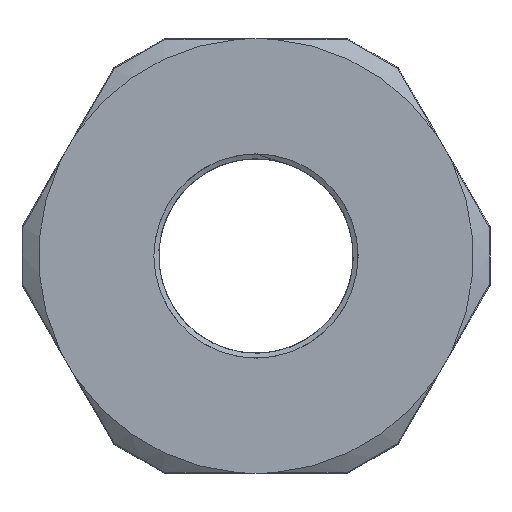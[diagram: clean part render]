
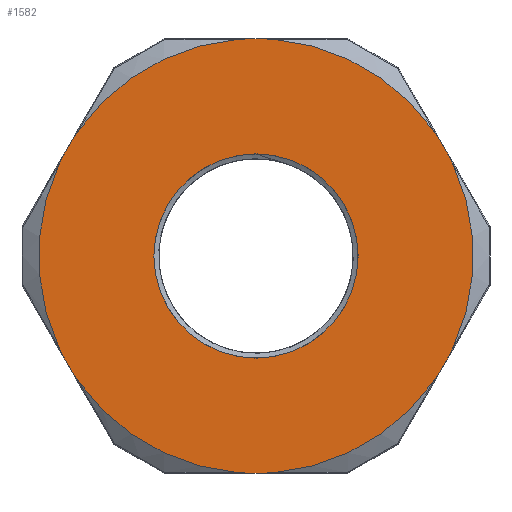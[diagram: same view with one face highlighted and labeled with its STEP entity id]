
A CAD part, left-side view. The second image highlights one B-rep face of the part: STEP entity #1582.
In plain terms, the highlighted planar face has unit normal (-1, 0, 0).
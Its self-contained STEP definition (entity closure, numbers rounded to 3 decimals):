
#20=FACE_BOUND('',#436,.T.);
#43=PLANE('',#1763);
#325=FACE_OUTER_BOUND('',#435,.T.);
#435=EDGE_LOOP('',(#1390,#1391,#1392,#1393,#1394,#1395,#1396,#1397,#1398,
#1399,#1400,#1401,#1402,#1403,#1404,#1405,#1406,#1407));
#436=EDGE_LOOP('',(#1408));
#511=CIRCLE('',#1644,34.);
#513=CIRCLE('',#1646,34.);
#519=CIRCLE('',#1660,34.);
#521=CIRCLE('',#1662,34.);
#523=CIRCLE('',#1664,34.);
#525=CIRCLE('',#1666,34.);
#531=CIRCLE('',#1680,34.);
#533=CIRCLE('',#1682,34.);
#535=CIRCLE('',#1684,34.);
#537=CIRCLE('',#1686,34.);
#539=CIRCLE('',#1688,34.);
#541=CIRCLE('',#1690,34.);
#543=CIRCLE('',#1694,34.);
#545=CIRCLE('',#1700,34.);
#548=CIRCLE('',#1708,34.);
#567=CIRCLE('',#1752,15.976);
#569=CIRCLE('',#1758,34.);
#570=CIRCLE('',#1760,34.);
#571=CIRCLE('',#1762,34.);
#614=VERTEX_POINT('',#2527);
#616=VERTEX_POINT('',#2562);
#618=VERTEX_POINT('',#2615);
#619=VERTEX_POINT('',#2645);
#630=VERTEX_POINT('',#2755);
#632=VERTEX_POINT('',#2790);
#634=VERTEX_POINT('',#2843);
#635=VERTEX_POINT('',#2896);
#638=VERTEX_POINT('',#2983);
#639=VERTEX_POINT('',#3013);
#650=VERTEX_POINT('',#3123);
#652=VERTEX_POINT('',#3158);
#654=VERTEX_POINT('',#3211);
#655=VERTEX_POINT('',#3264);
#658=VERTEX_POINT('',#3351);
#659=VERTEX_POINT('',#3381);
#660=VERTEX_POINT('',#3405);
#663=VERTEX_POINT('',#3492);
#713=VERTEX_POINT('',#6821);
#767=EDGE_CURVE('',#614,#616,#511,.T.);
#775=EDGE_CURVE('',#619,#618,#513,.T.);
#791=EDGE_CURVE('',#630,#632,#519,.T.);
#799=EDGE_CURVE('',#616,#634,#521,.T.);
#803=EDGE_CURVE('',#635,#619,#523,.T.);
#811=EDGE_CURVE('',#639,#638,#525,.T.);
#827=EDGE_CURVE('',#650,#652,#531,.T.);
#835=EDGE_CURVE('',#632,#654,#533,.T.);
#839=EDGE_CURVE('',#655,#639,#535,.T.);
#847=EDGE_CURVE('',#659,#658,#537,.T.);
#851=EDGE_CURVE('',#660,#659,#539,.T.);
#859=EDGE_CURVE('',#652,#663,#541,.T.);
#863=EDGE_CURVE('',#618,#614,#543,.T.);
#870=EDGE_CURVE('',#638,#635,#545,.T.);
#879=EDGE_CURVE('',#658,#655,#548,.T.);
#945=EDGE_CURVE('',#713,#713,#567,.T.);
#947=EDGE_CURVE('',#654,#650,#569,.T.);
#948=EDGE_CURVE('',#634,#630,#570,.T.);
#949=EDGE_CURVE('',#663,#660,#571,.T.);
#1390=ORIENTED_EDGE('',*,*,#811,.F.);
#1391=ORIENTED_EDGE('',*,*,#839,.F.);
#1392=ORIENTED_EDGE('',*,*,#879,.F.);
#1393=ORIENTED_EDGE('',*,*,#847,.F.);
#1394=ORIENTED_EDGE('',*,*,#851,.F.);
#1395=ORIENTED_EDGE('',*,*,#949,.F.);
#1396=ORIENTED_EDGE('',*,*,#859,.F.);
#1397=ORIENTED_EDGE('',*,*,#827,.F.);
#1398=ORIENTED_EDGE('',*,*,#947,.F.);
#1399=ORIENTED_EDGE('',*,*,#835,.F.);
#1400=ORIENTED_EDGE('',*,*,#791,.F.);
#1401=ORIENTED_EDGE('',*,*,#948,.F.);
#1402=ORIENTED_EDGE('',*,*,#799,.F.);
#1403=ORIENTED_EDGE('',*,*,#767,.F.);
#1404=ORIENTED_EDGE('',*,*,#863,.F.);
#1405=ORIENTED_EDGE('',*,*,#775,.F.);
#1406=ORIENTED_EDGE('',*,*,#803,.F.);
#1407=ORIENTED_EDGE('',*,*,#870,.F.);
#1408=ORIENTED_EDGE('',*,*,#945,.T.);
#1582=ADVANCED_FACE('',(#325,#20),#43,.T.);
#1644=AXIS2_PLACEMENT_3D('',#2563,#1870,#1871);
#1646=AXIS2_PLACEMENT_3D('',#2652,#1874,#1875);
#1660=AXIS2_PLACEMENT_3D('',#2791,#1902,#1903);
#1662=AXIS2_PLACEMENT_3D('',#2879,#1906,#1907);
#1664=AXIS2_PLACEMENT_3D('',#2931,#1910,#1911);
#1666=AXIS2_PLACEMENT_3D('',#3020,#1914,#1915);
#1680=AXIS2_PLACEMENT_3D('',#3159,#1942,#1943);
#1682=AXIS2_PLACEMENT_3D('',#3247,#1946,#1947);
#1684=AXIS2_PLACEMENT_3D('',#3299,#1950,#1951);
#1686=AXIS2_PLACEMENT_3D('',#3388,#1954,#1955);
#1688=AXIS2_PLACEMENT_3D('',#3440,#1958,#1959);
#1690=AXIS2_PLACEMENT_3D('',#3528,#1962,#1963);
#1694=AXIS2_PLACEMENT_3D('',#3536,#1972,#1973);
#1700=AXIS2_PLACEMENT_3D('',#3550,#1989,#1990);
#1708=AXIS2_PLACEMENT_3D('',#3568,#2011,#2012);
#1752=AXIS2_PLACEMENT_3D('',#6822,#2130,#2131);
#1758=AXIS2_PLACEMENT_3D('',#6828,#2142,#2143);
#1760=AXIS2_PLACEMENT_3D('',#6830,#2146,#2147);
#1762=AXIS2_PLACEMENT_3D('',#6832,#2150,#2151);
#1763=AXIS2_PLACEMENT_3D('',#6833,#2152,#2153);
#1870=DIRECTION('center_axis',(1.,0.,0.));
#1871=DIRECTION('ref_axis',(0.,-1.,0.));
#1874=DIRECTION('center_axis',(1.,0.,0.));
#1875=DIRECTION('ref_axis',(0.,-1.,0.));
#1902=DIRECTION('center_axis',(1.,0.,0.));
#1903=DIRECTION('ref_axis',(0.,-1.,0.));
#1906=DIRECTION('center_axis',(1.,0.,0.));
#1907=DIRECTION('ref_axis',(0.,-1.,0.));
#1910=DIRECTION('center_axis',(1.,0.,0.));
#1911=DIRECTION('ref_axis',(0.,-1.,0.));
#1914=DIRECTION('center_axis',(1.,0.,0.));
#1915=DIRECTION('ref_axis',(0.,-1.,0.));
#1942=DIRECTION('center_axis',(1.,0.,0.));
#1943=DIRECTION('ref_axis',(0.,-1.,0.));
#1946=DIRECTION('center_axis',(1.,0.,0.));
#1947=DIRECTION('ref_axis',(0.,-1.,0.));
#1950=DIRECTION('center_axis',(1.,0.,0.));
#1951=DIRECTION('ref_axis',(0.,-1.,0.));
#1954=DIRECTION('center_axis',(1.,0.,0.));
#1955=DIRECTION('ref_axis',(0.,-1.,0.));
#1958=DIRECTION('center_axis',(1.,0.,0.));
#1959=DIRECTION('ref_axis',(0.,-1.,0.));
#1962=DIRECTION('center_axis',(1.,0.,0.));
#1963=DIRECTION('ref_axis',(0.,-1.,0.));
#1972=DIRECTION('center_axis',(1.,0.,0.));
#1973=DIRECTION('ref_axis',(0.,-1.,0.));
#1989=DIRECTION('center_axis',(1.,0.,0.));
#1990=DIRECTION('ref_axis',(0.,-1.,0.));
#2011=DIRECTION('center_axis',(1.,0.,0.));
#2012=DIRECTION('ref_axis',(0.,-1.,0.));
#2130=DIRECTION('center_axis',(1.,0.,0.));
#2131=DIRECTION('ref_axis',(0.,0.,-1.));
#2142=DIRECTION('center_axis',(1.,0.,0.));
#2143=DIRECTION('ref_axis',(0.,-1.,0.));
#2146=DIRECTION('center_axis',(1.,0.,0.));
#2147=DIRECTION('ref_axis',(0.,-1.,0.));
#2150=DIRECTION('center_axis',(1.,0.,0.));
#2151=DIRECTION('ref_axis',(0.,-1.,0.));
#2152=DIRECTION('center_axis',(-1.,0.,0.));
#2153=DIRECTION('ref_axis',(0.,0.,1.));
#2527=CARTESIAN_POINT('',(-18.,2.974,33.87));
#2562=CARTESIAN_POINT('',(-18.,0.,34.));
#2563=CARTESIAN_POINT('Origin',(-18.,0.,0.));
#2615=CARTESIAN_POINT('',(-18.,27.845,19.511));
#2645=CARTESIAN_POINT('',(-18.,29.445,17.));
#2652=CARTESIAN_POINT('Origin',(-18.,0.,0.));
#2755=CARTESIAN_POINT('',(-18.,-27.845,19.511));
#2790=CARTESIAN_POINT('',(-18.,-29.445,17.));
#2791=CARTESIAN_POINT('Origin',(-18.,0.,0.));
#2843=CARTESIAN_POINT('',(-18.,-2.974,33.87));
#2879=CARTESIAN_POINT('Origin',(-18.,0.,0.));
#2896=CARTESIAN_POINT('',(-18.,30.819,14.359));
#2931=CARTESIAN_POINT('Origin',(-18.,0.,0.));
#2983=CARTESIAN_POINT('',(-18.,30.819,-14.359));
#3013=CARTESIAN_POINT('',(-18.,29.445,-17.));
#3020=CARTESIAN_POINT('Origin',(-18.,0.,0.));
#3123=CARTESIAN_POINT('',(-18.,-30.819,-14.359));
#3158=CARTESIAN_POINT('',(-18.,-29.445,-17.));
#3159=CARTESIAN_POINT('Origin',(-18.,0.,0.));
#3211=CARTESIAN_POINT('',(-18.,-30.819,14.359));
#3247=CARTESIAN_POINT('Origin',(-18.,0.,0.));
#3264=CARTESIAN_POINT('',(-18.,27.845,-19.511));
#3299=CARTESIAN_POINT('Origin',(-18.,0.,0.));
#3351=CARTESIAN_POINT('',(-18.,2.974,-33.87));
#3381=CARTESIAN_POINT('',(-18.,0.,-34.));
#3388=CARTESIAN_POINT('Origin',(-18.,0.,0.));
#3405=CARTESIAN_POINT('',(-18.,-2.974,-33.87));
#3440=CARTESIAN_POINT('Origin',(-18.,0.,0.));
#3492=CARTESIAN_POINT('',(-18.,-27.845,-19.511));
#3528=CARTESIAN_POINT('Origin',(-18.,0.,0.));
#3536=CARTESIAN_POINT('Origin',(-18.,0.,0.));
#3550=CARTESIAN_POINT('Origin',(-18.,0.,0.));
#3568=CARTESIAN_POINT('Origin',(-18.,0.,0.));
#6821=CARTESIAN_POINT('',(-18.,15.976,0.));
#6822=CARTESIAN_POINT('Origin',(-18.,0.,0.));
#6828=CARTESIAN_POINT('Origin',(-18.,0.,0.));
#6830=CARTESIAN_POINT('Origin',(-18.,0.,0.));
#6832=CARTESIAN_POINT('Origin',(-18.,0.,0.));
#6833=CARTESIAN_POINT('Origin',(-18.,36.9,0.));
